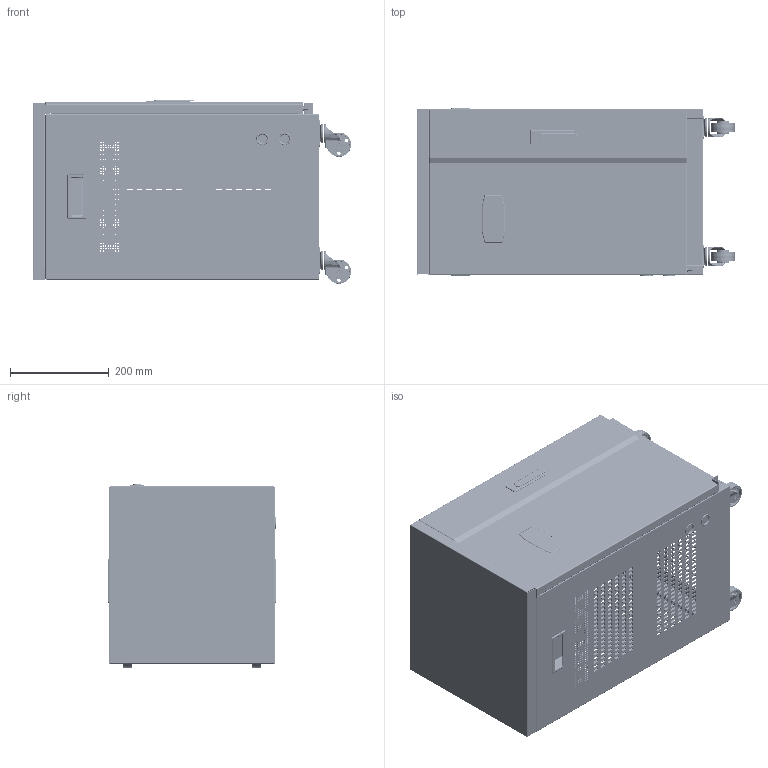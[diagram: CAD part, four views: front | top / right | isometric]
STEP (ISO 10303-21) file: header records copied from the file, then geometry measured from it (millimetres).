
FILE_DESCRIPTION (( 'STEP AP214' ), '1' );
FILE_NAME ('TND2-15KVA柜式三维图-202508.22.STEP', '2025-08-22T08:15:08', ( 'China' ), ( 'Home' ), 'SwSTEP 2.0', 'SolidWorks 2020', '' );
FILE_SCHEMA (( 'AUTOMOTIVE_DESIGN' ));
Length unit declared in the file: millimetre
Products named in the file (22): 橡皮塞子; 剿繚ん1P; TND2-15KVA柜式三维图-202508.22; TND2-10K剿繚んИ璃; 橾倰褐謫64.5mm; TND2-15Kヶ褒沺; TND2-15K耜晚褒沺; 5K枑忒; TND2-15K嶄宒衵耜啣; TND2-15K嶄宒綴啣; ㄗjiaoㄘ褐謫啣; 藷坶; TND2-15K嶄宒酘耜啣; TND2-15K滅扷厙; TND3-15K階裔; TND2-20K珘儒そ; TND2-15K嶄宒藷啣
Assembly tree (26 placements, depth 2):
  TND2-15KVA柜式三维图-202508.22
    TND2-10K剿繚んИ璃
    TND2-15K嶄宒藷啣
    TND2-15K嶄宒衵耜啣
    TND2-15K嶄宒酘耜啣
    TND3-15K階裔
    TND2-15K嶄宒綴啣
    TND2-15Kヶ褒沺
    TND2-15Kヶ褒沺
    TND2-15K耜晚褒沺
    TND2-15K耜晚褒沺
    剿繚ん1P
    5K枑忒  x2
    ㄗjiaoㄘ褐謫啣
    ㄗjiaoㄘ褐謫啣
    ㄗjiaoㄘ褐謫啣
    ㄗjiaoㄘ褐謫啣
    TND2-15K滅扷厙
    藷坶
    橡皮塞子  x2
    TND2-20K珘儒そ
    橾倰褐謫64.5mm  x4
Bounding box: 644.5 x 341 x 371.86 mm (x, y, z)
Volume: 1343188 mm3; surface area: 2484510.3 mm2
Topology: 46 solids, 48 shells, 7138 faces, 19994 edges, 13003 vertices
Faces by surface type: plane 5069, cylinder 1551, torus 276, bspline 194, cone 48
Entity records: 219812 total; most frequent: CARTESIAN_POINT 39698, ORIENTED_EDGE 36690, DIRECTION 33700, EDGE_CURVE 18345, VECTOR 15380, LINE 15380, VERTEX_POINT 12012, EDGE_LOOP 9489
